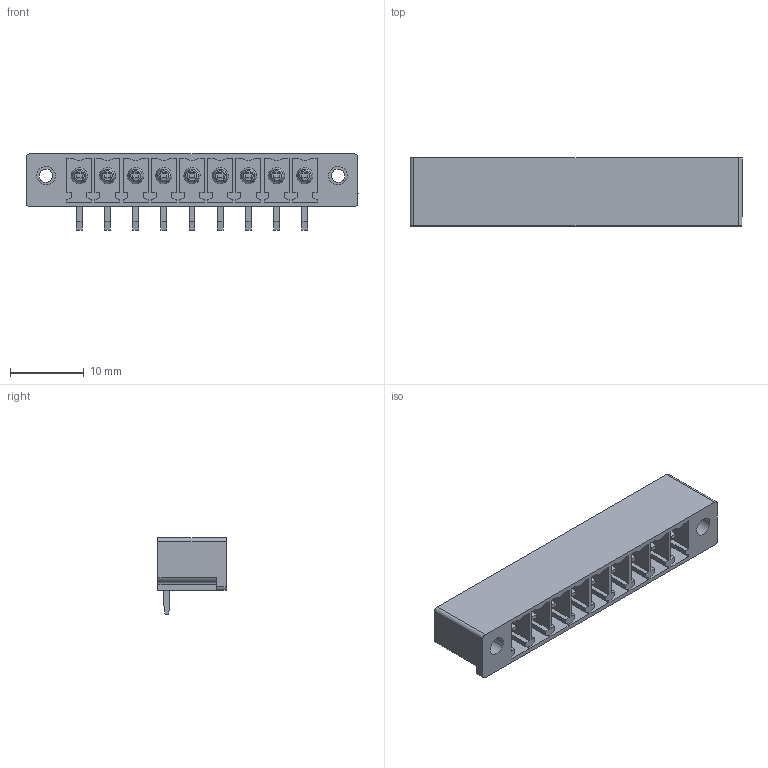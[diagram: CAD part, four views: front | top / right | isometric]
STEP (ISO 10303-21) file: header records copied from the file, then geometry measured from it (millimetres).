
FILE_DESCRIPTION(('CATIA V5 STEP Exchange','CAx-IF Rec.Pracs.--- Model Styling and Organization---1.2---2011-12-15'),'2;1');
FILE_NAME ('D1447394_0', '2018-10-12T07:25:05+00:00', ('none'), ('Weidmueller'), 'CATIA Version 5-6 Release 2014', 'CATIA V5 STEP AP214', 'none');
FILE_SCHEMA(('AUTOMOTIVE_DESIGN { 1 0 10303 214 1 1 1 1 }'));
Length unit declared in the file: millimetre
Products named in the file (1): 1037070000
Bounding box: 44.88 x 9.2 x 10.3 mm (x, y, z)
Volume: 1448.8 mm3; surface area: 3779 mm2
Topology: 10 solids, 10 shells, 614 faces, 1718 edges, 1144 vertices
Faces by surface type: plane 540, cylinder 34, cone 22, torus 18
Entity records: 17638 total; most frequent: ORIENTED_EDGE 3436, CARTESIAN_POINT 3137, DIRECTION 2248, EDGE_CURVE 1718, VECTOR 1574, LINE 1574, VERTEX_POINT 1144, EDGE_LOOP 656
